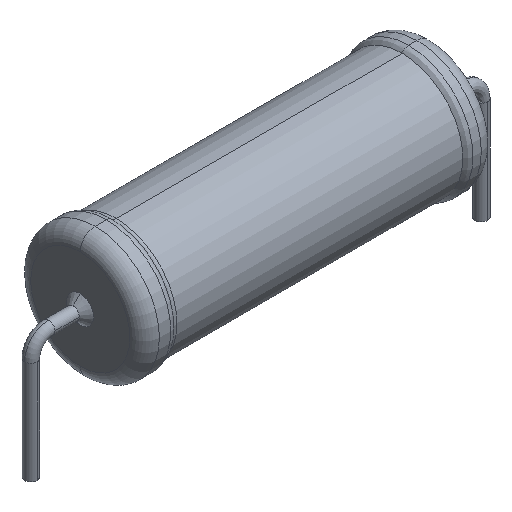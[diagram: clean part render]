
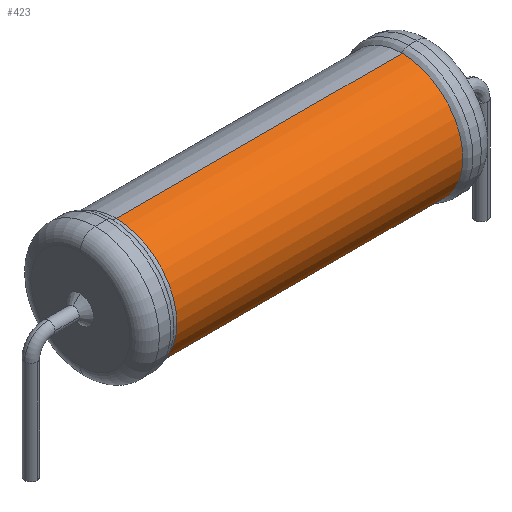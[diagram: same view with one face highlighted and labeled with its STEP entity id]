
A CAD part, isometric view. The second image highlights one B-rep face of the part: STEP entity #423.
In plain terms, the highlighted cylindrical face has radius 4.105 mm (diameter 8.21 mm), a partial arc.
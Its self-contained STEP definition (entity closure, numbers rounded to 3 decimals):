
#382=CARTESIAN_POINT('',(0.,0.0,4.355));
#383=DIRECTION('',(1.0,0.0,0.));
#384=DIRECTION('',(0.0,0.0,-1.0));
#385=AXIS2_PLACEMENT_3D('',#382,#383,#384);
#386=CYLINDRICAL_SURFACE('',#385,4.105);
#387=CARTESIAN_POINT('',(9.895,0.0,0.25));
#388=VERTEX_POINT('',#387);
#389=CARTESIAN_POINT('',(-9.462,0.,0.25));
#390=VERTEX_POINT('',#389);
#391=CARTESIAN_POINT('',(9.895,0.0,0.25));
#392=DIRECTION('',(-1.0,0.0,0.0));
#393=VECTOR('',#392,19.357);
#394=LINE('',#391,#393);
#395=EDGE_CURVE('',#388,#390,#394,.T.);
#396=ORIENTED_EDGE('',*,*,#395,.F.);
#397=CARTESIAN_POINT('',(9.895,0.0,8.46));
#398=VERTEX_POINT('',#397);
#399=CARTESIAN_POINT('',(9.895,0.0,4.355));
#400=DIRECTION('',(1.0,0.0,0.0));
#401=DIRECTION('',(0.0,0.0,-1.0));
#402=AXIS2_PLACEMENT_3D('',#399,#400,#401);
#403=CIRCLE('',#402,4.105);
#404=EDGE_CURVE('',#398,#388,#403,.T.);
#405=ORIENTED_EDGE('',*,*,#404,.F.);
#406=CARTESIAN_POINT('',(-9.462,0.,8.46));
#407=VERTEX_POINT('',#406);
#408=CARTESIAN_POINT('',(9.895,0.,8.46));
#409=DIRECTION('',(-1.0,0.0,0.0));
#410=VECTOR('',#409,19.357);
#411=LINE('',#408,#410);
#412=EDGE_CURVE('',#398,#407,#411,.T.);
#413=ORIENTED_EDGE('',*,*,#412,.T.);
#414=CARTESIAN_POINT('',(-9.462,0.,4.355));
#415=DIRECTION('',(-1.0,0.0,0.0));
#416=DIRECTION('',(0.0,0.0,-1.0));
#417=AXIS2_PLACEMENT_3D('',#414,#415,#416);
#418=CIRCLE('',#417,4.105);
#419=EDGE_CURVE('',#390,#407,#418,.T.);
#420=ORIENTED_EDGE('',*,*,#419,.F.);
#421=EDGE_LOOP('',(#396,#405,#413,#420));
#422=FACE_OUTER_BOUND('',#421,.T.);
#423=ADVANCED_FACE('',(#422),#386,.T.);
